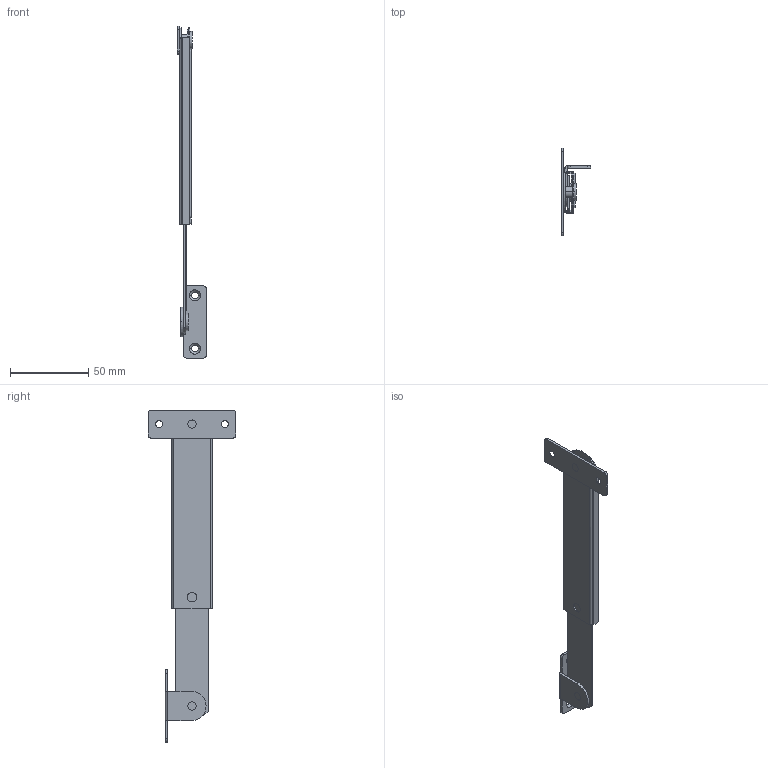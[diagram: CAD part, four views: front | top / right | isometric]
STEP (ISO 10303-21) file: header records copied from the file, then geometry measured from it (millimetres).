
FILE_DESCRIPTION (( 'STEP AP203' ), '1' );
FILE_NAME ('B-1479.STEP', '2016-08-18T06:16:17', ( '' ), ( '' ), 'SwSTEP 2.0', 'SolidWorks 2014', '' );
FILE_SCHEMA (( 'CONFIG_CONTROL_DESIGN' ));
Length unit declared in the file: millimetre
Products named in the file (8): b-1479傾僂僩僒僀僪傾乕儉_岞; b-1479ブラケット用ピン_公_インサイド用ピン; b-1479カバー_公; b-1479ブラケット用ピン_公_アウトサイド用ピン; B-1479; b-1479僀儞僒僀僪傾乕儉_岞; b-1479僀儞僒僀僪僽儔働僢僩_岞; b-1479アウトサイドブラケット_公
Assembly tree (7 placements, depth 2):
  B-1479
    b-1479カバー_公
    b-1479僀儞僒僀僪傾乕儉_岞
    b-1479傾僂僩僒僀僪傾乕儉_岞
    b-1479アウトサイドブラケット_公
    b-1479ブラケット用ピン_公_アウトサイド用ピン
    b-1479僀儞僒僀僪僽儔働僢僩_岞
    b-1479ブラケット用ピン_公_インサイド用ピン
Bounding box: 18.7 x 56 x 212 mm (x, y, z)
Volume: 17656.9 mm3; surface area: 30886.9 mm2
Topology: 7 solids, 7 shells, 202 faces, 502 edges, 320 vertices
Faces by surface type: plane 123, cylinder 67, cone 8, bspline 4
Entity records: 7114 total; most frequent: CARTESIAN_POINT 1326, DIRECTION 1052, ORIENTED_EDGE 1004, EDGE_CURVE 502, LINE 360, VECTOR 360, AXIS2_PLACEMENT_3D 346, VERTEX_POINT 320
